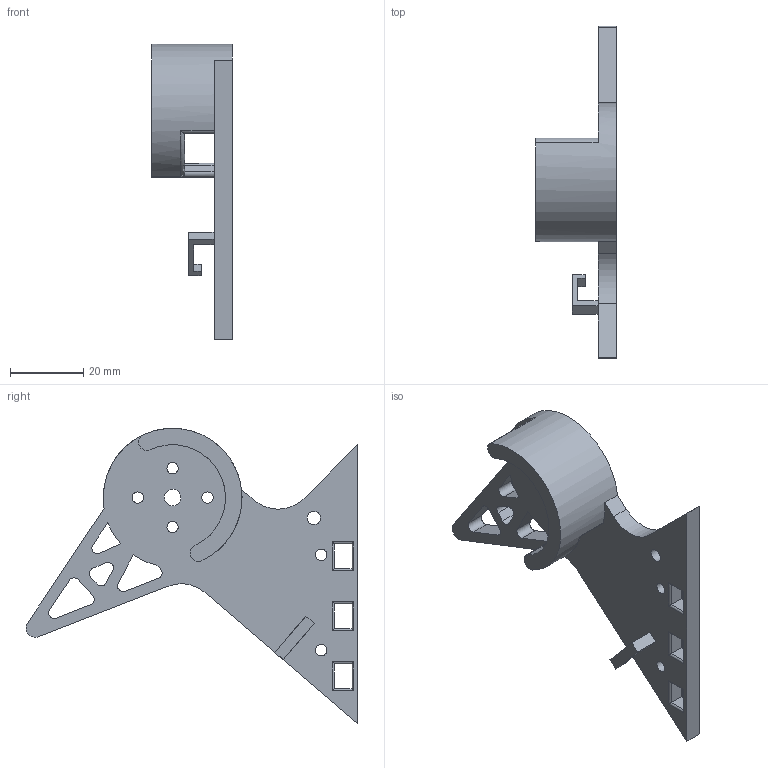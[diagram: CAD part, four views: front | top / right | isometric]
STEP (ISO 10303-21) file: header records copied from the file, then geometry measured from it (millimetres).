
FILE_DESCRIPTION(/* description */ (''),/* implementation_level */ '2;1');
FILE_NAME(/* name */ 'MotorCableClip.ipt.step',/* time_stamp */ '2024-02-27T11:30:20-06:00',/* author */ ('smz3rm'),/* organization */ (''),/* preprocessor_version */ 'ST-DEVELOPER v18',/* originating_system */ 'Autodesk Inventor 2020',/* authorisation */ '');
FILE_SCHEMA (('AUTOMOTIVE_DESIGN { 1 0 10303 214 3 1 1 }'));
Length unit declared in the file: millimetre
Products named in the file (1): MotorCableClip
Bounding box: 22 x 90.35 x 80.42 mm (x, y, z)
Volume: 19609.7 mm3; surface area: 11375.8 mm2
Topology: 1 solids, 1 shells, 101 faces, 279 edges, 180 vertices
Faces by surface type: cylinder 55, plane 44, torus 2
Full cylindrical faces by diameter (mm): 3.1 x6, 3.6 x1, 4.5 x1
Entity records: 3470 total; most frequent: CARTESIAN_POINT 639, DIRECTION 575, ORIENTED_EDGE 558, EDGE_CURVE 279, AXIS2_PLACEMENT_3D 200, VERTEX_POINT 180, LINE 175, VECTOR 175
